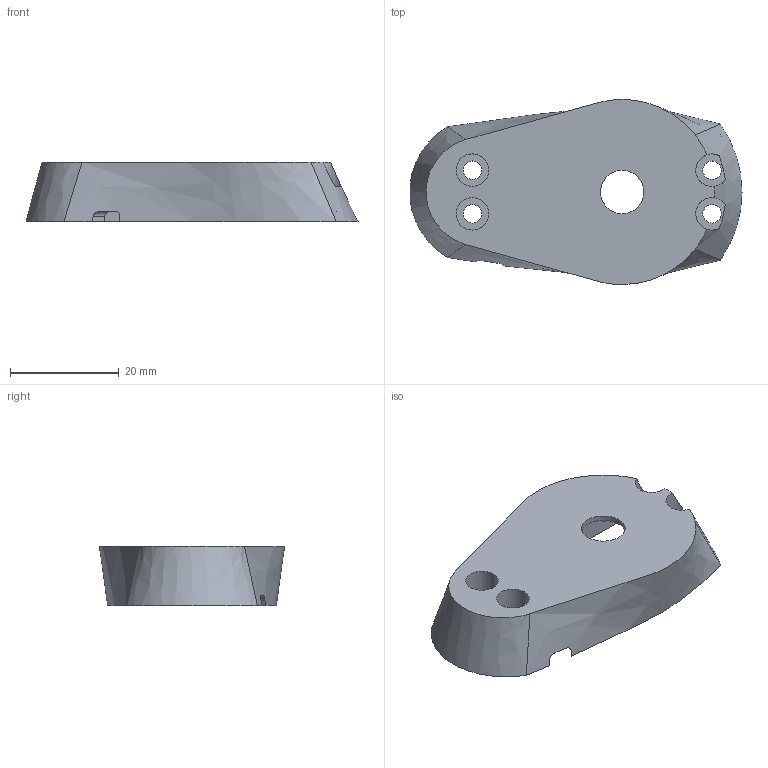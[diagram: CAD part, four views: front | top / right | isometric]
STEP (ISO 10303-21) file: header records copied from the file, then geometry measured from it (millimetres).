
FILE_DESCRIPTION(/* description */ (''),/* implementation_level */ '2;1');
FILE_NAME(/* name */ 'P302.step',/* time_stamp */ '2025-06-25T17:48:34+02:00',/* author */ (''),/* organization */ (''),/* preprocessor_version */ 'ST-DEVELOPER v20.1',/* originating_system */ 'Autodesk Translation Framework v14.10.0.0',/* authorisation */ '');
FILE_SCHEMA (('AUTOMOTIVE_DESIGN { 1 0 10303 214 3 1 1 }'));
Length unit declared in the file: millimetre
Products named in the file (1): FusionComponent
Bounding box: 60.96 x 34 x 11 mm (x, y, z)
Volume: 7238.7 mm3; surface area: 6059.5 mm2
Topology: 1 solids, 1 shells, 39 faces, 105 edges, 70 vertices
Faces by surface type: plane 20, cylinder 15, bspline 4
Full cylindrical faces by diameter (mm): 3.4 x4, 6 x2, 8 x1
Entity records: 1541 total; most frequent: CARTESIAN_POINT 517, ORIENTED_EDGE 210, DIRECTION 193, EDGE_CURVE 105, VERTEX_POINT 70, AXIS2_PLACEMENT_3D 69, LINE 55, VECTOR 55
